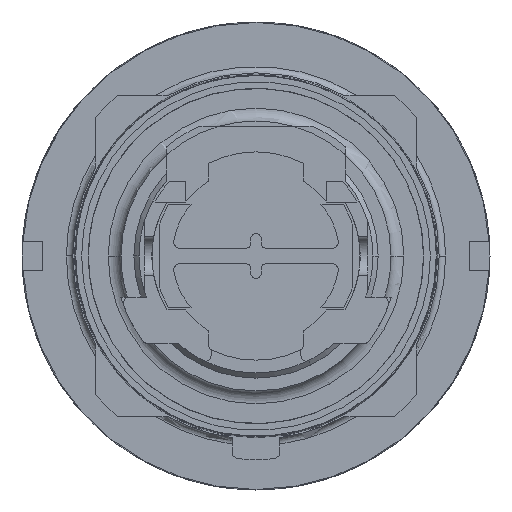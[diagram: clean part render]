
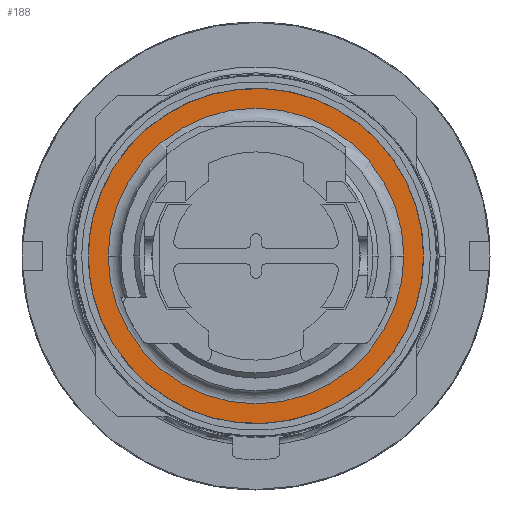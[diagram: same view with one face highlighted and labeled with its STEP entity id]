
A CAD part, front view. The second image highlights one B-rep face of the part: STEP entity #188.
In plain terms, the highlighted planar face has unit normal (0, -1, 0).
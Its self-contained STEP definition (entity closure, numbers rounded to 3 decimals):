
#188=ADVANCED_FACE('',(#543,#544),#545,.T.);
#543=FACE_OUTER_BOUND('',#985,.T.);
#544=FACE_BOUND('',#986,.T.);
#545=PLANE('',#987);
#985=EDGE_LOOP('',(#2535,#2536));
#986=EDGE_LOOP('',(#2537,#2538));
#987=AXIS2_PLACEMENT_3D('',#2539,#2540,#2541);
#2535=ORIENTED_EDGE('',*,*,#3505,.T.);
#2536=ORIENTED_EDGE('',*,*,#3506,.F.);
#2537=ORIENTED_EDGE('',*,*,#3471,.F.);
#2538=ORIENTED_EDGE('',*,*,#3493,.F.);
#2539=CARTESIAN_POINT('',(0.0,-8.0,0.0));
#2540=DIRECTION('',(0.0,-1.0,0.0));
#2541=DIRECTION('',(0.0,0.0,-1.0));
#3471=EDGE_CURVE('',#4302,#4304,#4305,.T.);
#3493=EDGE_CURVE('',#4304,#4302,#4336,.T.);
#3505=EDGE_CURVE('',#4353,#4354,#4355,.T.);
#3506=EDGE_CURVE('',#4353,#4354,#4356,.T.);
#4302=VERTEX_POINT('',#5609);
#4304=VERTEX_POINT('',#5611);
#4305=CIRCLE('',#5612,11.5);
#4336=CIRCLE('',#5697,11.5);
#4353=VERTEX_POINT('',#5761);
#4354=VERTEX_POINT('',#5762);
#4355=B_SPLINE_CURVE_WITH_KNOTS('',3,(#5763,#5764,#5765,#5766,#5767,#5768,#5769,#5770,#5771,#5772,#5773,#5774,#5775,#5776,#5777,#5778,#5779,#5780,#5781,#5782,#5783,#5784,#5785,#5786),.UNSPECIFIED.,.F.,.F.,(4,1,1,1,1,1,1,1,1,1,1,1,1,1,1,1,1,1,1,1,1,4),(0.0,0.048,0.095,0.143,0.19,0.238,0.286,0.333,0.381,0.429,0.476,0.524,0.571,0.619,0.667,0.714,0.762,0.81,0.857,0.905,0.952,1.0),.UNSPECIFIED.);
#4356=B_SPLINE_CURVE_WITH_KNOTS('',3,(#5787,#5788,#5789,#5790,#5791,#5792,#5793,#5794,#5795,#5796,#5797,#5798,#5799,#5800,#5801,#5802,#5803,#5804,#5805,#5806,#5807,#5808,#5809,#5810),.UNSPECIFIED.,.F.,.F.,(4,1,1,1,1,1,1,1,1,1,1,1,1,1,1,1,1,1,1,1,1,4),(0.0,0.048,0.095,0.143,0.19,0.238,0.286,0.333,0.381,0.429,0.476,0.524,0.571,0.619,0.667,0.714,0.762,0.81,0.857,0.905,0.952,1.0),.UNSPECIFIED.);
#5609=CARTESIAN_POINT('',(-11.5,-8.0,0.0));
#5611=CARTESIAN_POINT('',(11.5,-8.0,0.0));
#5612=AXIS2_PLACEMENT_3D('',#7089,#7090,#7091);
#5697=AXIS2_PLACEMENT_3D('',#7117,#7118,#7119);
#5761=CARTESIAN_POINT('',(13.034,-8.0,0.0));
#5762=CARTESIAN_POINT('',(-13.034,-8.0,0.0));
#5763=CARTESIAN_POINT('',(13.034,-8.0,0.0));
#5764=CARTESIAN_POINT('',(13.033,-8.0,0.655));
#5765=CARTESIAN_POINT('',(12.936,-8.0,1.948));
#5766=CARTESIAN_POINT('',(12.5,-8.0,3.859));
#5767=CARTESIAN_POINT('',(11.784,-8.0,5.682));
#5768=CARTESIAN_POINT('',(10.811,-8.0,7.367));
#5769=CARTESIAN_POINT('',(9.591,-8.0,8.898));
#5770=CARTESIAN_POINT('',(8.156,-8.0,10.228));
#5771=CARTESIAN_POINT('',(6.542,-8.0,11.329));
#5772=CARTESIAN_POINT('',(4.784,-8.0,12.176));
#5773=CARTESIAN_POINT('',(2.918,-8.0,12.753));
#5774=CARTESIAN_POINT('',(0.985,-8.0,13.045));
#5775=CARTESIAN_POINT('',(-0.97,-8.0,13.046));
#5776=CARTESIAN_POINT('',(-2.903,-8.0,12.756));
#5777=CARTESIAN_POINT('',(-4.771,-8.0,12.181));
#5778=CARTESIAN_POINT('',(-6.531,-8.0,11.335));
#5779=CARTESIAN_POINT('',(-8.145,-8.0,10.237));
#5780=CARTESIAN_POINT('',(-9.578,-8.0,8.911));
#5781=CARTESIAN_POINT('',(-10.8,-8.0,7.383));
#5782=CARTESIAN_POINT('',(-11.777,-8.0,5.696));
#5783=CARTESIAN_POINT('',(-12.498,-8.0,3.869));
#5784=CARTESIAN_POINT('',(-12.936,-8.0,1.952));
#5785=CARTESIAN_POINT('',(-13.033,-8.0,0.656));
#5786=CARTESIAN_POINT('',(-13.034,-8.0,0.0));
#5787=CARTESIAN_POINT('',(13.034,-8.0,0.0));
#5788=CARTESIAN_POINT('',(13.033,-8.0,-0.655));
#5789=CARTESIAN_POINT('',(12.936,-8.0,-1.948));
#5790=CARTESIAN_POINT('',(12.5,-8.0,-3.859));
#5791=CARTESIAN_POINT('',(11.784,-8.0,-5.682));
#5792=CARTESIAN_POINT('',(10.811,-8.0,-7.367));
#5793=CARTESIAN_POINT('',(9.591,-8.0,-8.898));
#5794=CARTESIAN_POINT('',(8.156,-8.0,-10.228));
#5795=CARTESIAN_POINT('',(6.542,-8.0,-11.329));
#5796=CARTESIAN_POINT('',(4.784,-8.0,-12.176));
#5797=CARTESIAN_POINT('',(2.918,-8.0,-12.753));
#5798=CARTESIAN_POINT('',(0.985,-8.0,-13.045));
#5799=CARTESIAN_POINT('',(-0.97,-8.0,-13.046));
#5800=CARTESIAN_POINT('',(-2.903,-8.0,-12.756));
#5801=CARTESIAN_POINT('',(-4.771,-8.0,-12.181));
#5802=CARTESIAN_POINT('',(-6.531,-8.0,-11.335));
#5803=CARTESIAN_POINT('',(-8.145,-8.0,-10.237));
#5804=CARTESIAN_POINT('',(-9.578,-8.0,-8.911));
#5805=CARTESIAN_POINT('',(-10.8,-8.0,-7.383));
#5806=CARTESIAN_POINT('',(-11.777,-8.0,-5.696));
#5807=CARTESIAN_POINT('',(-12.498,-8.0,-3.869));
#5808=CARTESIAN_POINT('',(-12.936,-8.0,-1.952));
#5809=CARTESIAN_POINT('',(-13.033,-8.0,-0.656));
#5810=CARTESIAN_POINT('',(-13.034,-8.0,0.0));
#7089=CARTESIAN_POINT('',(0.0,-8.0,0.0));
#7090=DIRECTION('',(0.0,-1.0,0.0));
#7091=DIRECTION('',(-1.0,0.0,0.0));
#7117=CARTESIAN_POINT('',(0.0,-8.0,0.0));
#7118=DIRECTION('',(0.0,-1.0,0.0));
#7119=DIRECTION('',(1.0,0.0,0.0));
